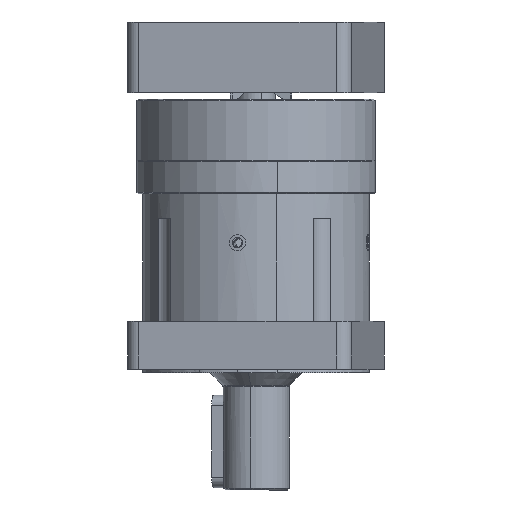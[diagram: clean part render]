
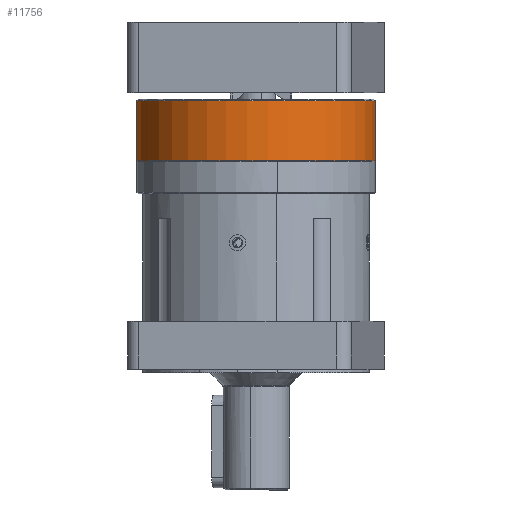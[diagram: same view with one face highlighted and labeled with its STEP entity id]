
A CAD part, front view. The second image highlights one B-rep face of the part: STEP entity #11756.
In plain terms, the highlighted cylindrical face has radius 58 mm (diameter 116 mm), a partial arc.
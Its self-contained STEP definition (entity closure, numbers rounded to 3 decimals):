
#81 = ORIENTED_EDGE ( 'NONE', *, *, #13960, .T. ) ;
#342 = VERTEX_POINT ( 'NONE', #15930 ) ;
#494 = LINE ( 'NONE', #5527, #11312 ) ;
#547 = ORIENTED_EDGE ( 'NONE', *, *, #12997, .T. ) ;
#944 = VERTEX_POINT ( 'NONE', #3304 ) ;
#1042 = LINE ( 'NONE', #5682, #15094 ) ;
#2188 = EDGE_CURVE ( 'NONE', #11884, #8620, #9596, .T. ) ;
#2431 = AXIS2_PLACEMENT_3D ( 'NONE', #7229, #3364, #12470 ) ;
#3227 = CARTESIAN_POINT ( 'NONE',  ( 6.89, 49.594, 188.85 ) ) ;
#3304 = CARTESIAN_POINT ( 'NONE',  ( 122.346, 60.808, 218.037 ) ) ;
#3364 = DIRECTION ( 'NONE',  ( 0., 0., 1. ) ) ;
#3557 = ORIENTED_EDGE ( 'NONE', *, *, #11763, .F. ) ;
#4525 = AXIS2_PLACEMENT_3D ( 'NONE', #16145, #9571, #12209 ) ;
#4767 = FACE_OUTER_BOUND ( 'NONE', #12791, .T. ) ;
#4939 = DIRECTION ( 'NONE',  ( 0., 0., -1. ) ) ;
#5527 = CARTESIAN_POINT ( 'NONE',  ( 6.89, 49.594, 188.799 ) ) ;
#5682 = CARTESIAN_POINT ( 'NONE',  ( 122.346, 60.808, 188.799 ) ) ;
#6436 = DIRECTION ( 'NONE',  ( 0.995, 0.097, 0. ) ) ;
#6858 = DIRECTION ( 'NONE',  ( 0., 0., 1. ) ) ;
#7229 = CARTESIAN_POINT ( 'NONE',  ( 64.618, 55.201, 188.85 ) ) ;
#7372 = AXIS2_PLACEMENT_3D ( 'NONE', #10256, #4939, #6436 ) ;
#8620 = VERTEX_POINT ( 'NONE', #14668 ) ;
#9571 = DIRECTION ( 'NONE',  ( 0., 0., 1. ) ) ;
#9596 = CIRCLE ( 'NONE', #2431, 58. ) ;
#10256 = CARTESIAN_POINT ( 'NONE',  ( 64.618, 55.201, 218.037 ) ) ;
#10814 = DIRECTION ( 'NONE',  ( 0., 0., 1. ) ) ;
#11312 = VECTOR ( 'NONE', #6858, 1000. ) ;
#11756 = ADVANCED_FACE ( 'NONE', ( #4767 ), #13754, .T. ) ;
#11763 = EDGE_CURVE ( 'NONE', #11884, #342, #494, .T. ) ;
#11884 = VERTEX_POINT ( 'NONE', #3227 ) ;
#12209 = DIRECTION ( 'NONE',  ( 0.995, 0.097, 0. ) ) ;
#12470 = DIRECTION ( 'NONE',  ( -0.995, -0.097, 0. ) ) ;
#12791 = EDGE_LOOP ( 'NONE', ( #3557, #13944, #81, #547 ) ) ;
#12997 = EDGE_CURVE ( 'NONE', #944, #342, #15857, .T. ) ;
#13754 = CYLINDRICAL_SURFACE ( 'NONE', #4525, 58. ) ;
#13944 = ORIENTED_EDGE ( 'NONE', *, *, #2188, .T. ) ;
#13960 = EDGE_CURVE ( 'NONE', #8620, #944, #1042, .T. ) ;
#14668 = CARTESIAN_POINT ( 'NONE',  ( 122.346, 60.808, 188.85 ) ) ;
#15094 = VECTOR ( 'NONE', #10814, 1000. ) ;
#15857 = CIRCLE ( 'NONE', #7372, 58. ) ;
#15930 = CARTESIAN_POINT ( 'NONE',  ( 6.89, 49.594, 218.037 ) ) ;
#16145 = CARTESIAN_POINT ( 'NONE',  ( 64.618, 55.201, 188.799 ) ) ;
